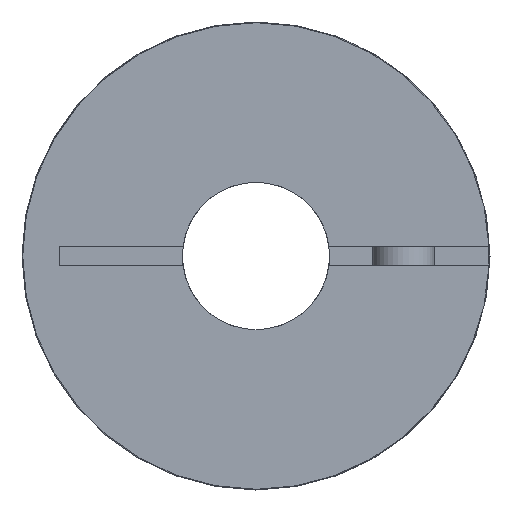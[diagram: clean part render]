
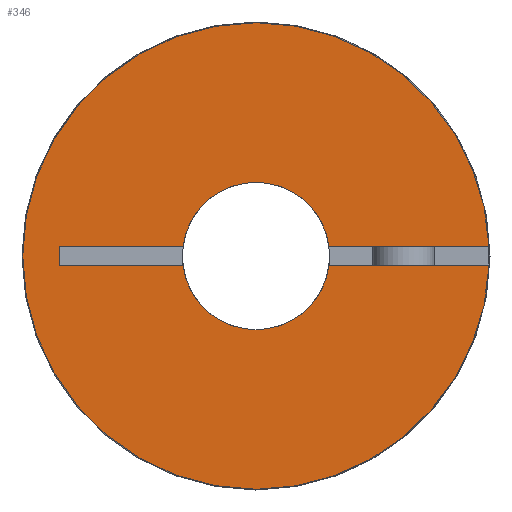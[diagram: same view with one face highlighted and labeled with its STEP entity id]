
A CAD part, left-side view. The second image highlights one B-rep face of the part: STEP entity #346.
In plain terms, the highlighted planar face has unit normal (-1, 0, 0).
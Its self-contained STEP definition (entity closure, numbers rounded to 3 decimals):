
#346=ADVANCED_FACE('',(#819),#820,.T.);
#819=FACE_OUTER_BOUND('',#1424,.T.);
#820=PLANE('',#1425);
#1424=EDGE_LOOP('',(#2331,#2332,#2333,#2334,#2335,#2336,#2337,#2338,#2339,#2340,#2341,#2342));
#1425=AXIS2_PLACEMENT_3D('',#2343,#2344,#2345);
#2331=ORIENTED_EDGE('',*,*,#3121,.T.);
#2332=ORIENTED_EDGE('',*,*,#3110,.T.);
#2333=ORIENTED_EDGE('',*,*,#3137,.F.);
#2334=ORIENTED_EDGE('',*,*,#3173,.F.);
#2335=ORIENTED_EDGE('',*,*,#3143,.T.);
#2336=ORIENTED_EDGE('',*,*,#3113,.T.);
#2337=ORIENTED_EDGE('',*,*,#3119,.T.);
#2338=ORIENTED_EDGE('',*,*,#3170,.F.);
#2339=ORIENTED_EDGE('',*,*,#3077,.T.);
#2340=ORIENTED_EDGE('',*,*,#3174,.T.);
#2341=ORIENTED_EDGE('',*,*,#3087,.T.);
#2342=ORIENTED_EDGE('',*,*,#3166,.T.);
#2343=CARTESIAN_POINT('',(0.0,-9.5,0.0));
#2344=DIRECTION('',(-1.0,0.0,0.0));
#2345=DIRECTION('',(0.0,-1.0,0.0));
#3077=EDGE_CURVE('',#3622,#3619,#3623,.T.);
#3087=EDGE_CURVE('',#3630,#3638,#3640,.T.);
#3110=EDGE_CURVE('',#3671,#3679,#3681,.T.);
#3113=EDGE_CURVE('',#3686,#3683,#3687,.T.);
#3119=EDGE_CURVE('',#3683,#3694,#3696,.T.);
#3121=EDGE_CURVE('',#3698,#3671,#3699,.T.);
#3137=EDGE_CURVE('',#3720,#3679,#3722,.T.);
#3143=EDGE_CURVE('',#3729,#3686,#3730,.T.);
#3166=EDGE_CURVE('',#3638,#3698,#3758,.T.);
#3170=EDGE_CURVE('',#3622,#3694,#3762,.T.);
#3173=EDGE_CURVE('',#3729,#3720,#3765,.T.);
#3174=EDGE_CURVE('',#3619,#3630,#3766,.T.);
#3619=VERTEX_POINT('',#4481);
#3622=VERTEX_POINT('',#4485);
#3623=CIRCLE('',#4486,9.5);
#3630=VERTEX_POINT('',#4524);
#3638=VERTEX_POINT('',#4534);
#3640=CIRCLE('',#4537,9.5);
#3671=VERTEX_POINT('',#4575);
#3679=VERTEX_POINT('',#4585);
#3681=CIRCLE('',#4588,3.0);
#3683=VERTEX_POINT('',#4590);
#3686=VERTEX_POINT('',#4594);
#3687=CIRCLE('',#4595,3.0);
#3694=VERTEX_POINT('',#4603);
#3696=CIRCLE('',#4606,3.0);
#3698=VERTEX_POINT('',#4608);
#3699=CIRCLE('',#4609,3.0);
#3720=VERTEX_POINT('',#4634);
#3722=LINE('',#4637,#4638);
#3729=VERTEX_POINT('',#4647);
#3730=LINE('',#4648,#4649);
#3758=LINE('',#4689,#4690);
#3762=LINE('',#4695,#4696);
#3765=LINE('',#4699,#4700);
#3766=CIRCLE('',#4701,9.5);
#4481=CARTESIAN_POINT('',(0.0,0.,9.5));
#4485=CARTESIAN_POINT('',(0.0,-9.492,0.4));
#4486=AXIS2_PLACEMENT_3D('',#5295,#5296,#5297);
#4524=CARTESIAN_POINT('',(0.0,0.,-9.5));
#4534=CARTESIAN_POINT('',(0.0,-9.492,-0.4));
#4537=AXIS2_PLACEMENT_3D('',#5311,#5312,#5313);
#4575=CARTESIAN_POINT('',(0.0,0.,-3.0));
#4585=CARTESIAN_POINT('',(0.0,2.973,-0.4));
#4588=AXIS2_PLACEMENT_3D('',#5348,#5349,#5350);
#4590=CARTESIAN_POINT('',(0.0,0.,3.0));
#4594=CARTESIAN_POINT('',(0.0,2.973,0.4));
#4595=AXIS2_PLACEMENT_3D('',#5352,#5353,#5354);
#4603=CARTESIAN_POINT('',(0.0,-2.973,0.4));
#4606=AXIS2_PLACEMENT_3D('',#5363,#5364,#5365);
#4608=CARTESIAN_POINT('',(0.0,-2.973,-0.4));
#4609=AXIS2_PLACEMENT_3D('',#5366,#5367,#5368);
#4634=CARTESIAN_POINT('',(0.0,8.0,-0.4));
#4637=CARTESIAN_POINT('',(0.0,8.0,-0.4));
#4638=VECTOR('',#5395,6.554);
#4647=CARTESIAN_POINT('',(0.0,8.0,0.4));
#4648=CARTESIAN_POINT('',(0.,8.0,0.4));
#4649=VECTOR('',#5401,6.554);
#4689=CARTESIAN_POINT('',(0.,-9.492,-0.4));
#4690=VECTOR('',#5426,8.046);
#4695=CARTESIAN_POINT('',(0.0,-9.492,0.4));
#4696=VECTOR('',#5431,8.046);
#4699=CARTESIAN_POINT('',(0.0,8.0,0.4));
#4700=VECTOR('',#5435,0.8);
#4701=AXIS2_PLACEMENT_3D('',#5436,#5437,#5438);
#5295=CARTESIAN_POINT('',(0.0,0.,0.0));
#5296=DIRECTION('',(-1.0,0.0,0.0));
#5297=DIRECTION('',(0.0,0.0,-1.0));
#5311=CARTESIAN_POINT('',(0.0,0.,0.0));
#5312=DIRECTION('',(-1.0,0.0,0.0));
#5313=DIRECTION('',(0.0,0.0,-1.0));
#5348=CARTESIAN_POINT('',(0.0,0.0,0.0));
#5349=DIRECTION('',(1.0,-0.0,0.0));
#5350=DIRECTION('',(0.0,0.0,-1.0));
#5352=CARTESIAN_POINT('',(0.0,0.0,0.0));
#5353=DIRECTION('',(1.0,-0.0,0.0));
#5354=DIRECTION('',(0.0,0.0,-1.0));
#5363=CARTESIAN_POINT('',(0.0,0.0,0.0));
#5364=DIRECTION('',(1.0,-0.0,0.0));
#5365=DIRECTION('',(0.0,0.0,-1.0));
#5366=CARTESIAN_POINT('',(0.0,0.0,0.0));
#5367=DIRECTION('',(1.0,-0.0,0.0));
#5368=DIRECTION('',(0.0,0.0,-1.0));
#5395=DIRECTION('',(0.0,-1.0,0.0));
#5401=DIRECTION('',(0.0,-1.0,0.0));
#5426=DIRECTION('',(0.0,1.0,0.0));
#5431=DIRECTION('',(0.0,1.0,0.0));
#5435=DIRECTION('',(0.0,0.0,-1.0));
#5436=CARTESIAN_POINT('',(0.0,0.,0.0));
#5437=DIRECTION('',(-1.0,0.0,0.0));
#5438=DIRECTION('',(0.0,0.0,-1.0));
